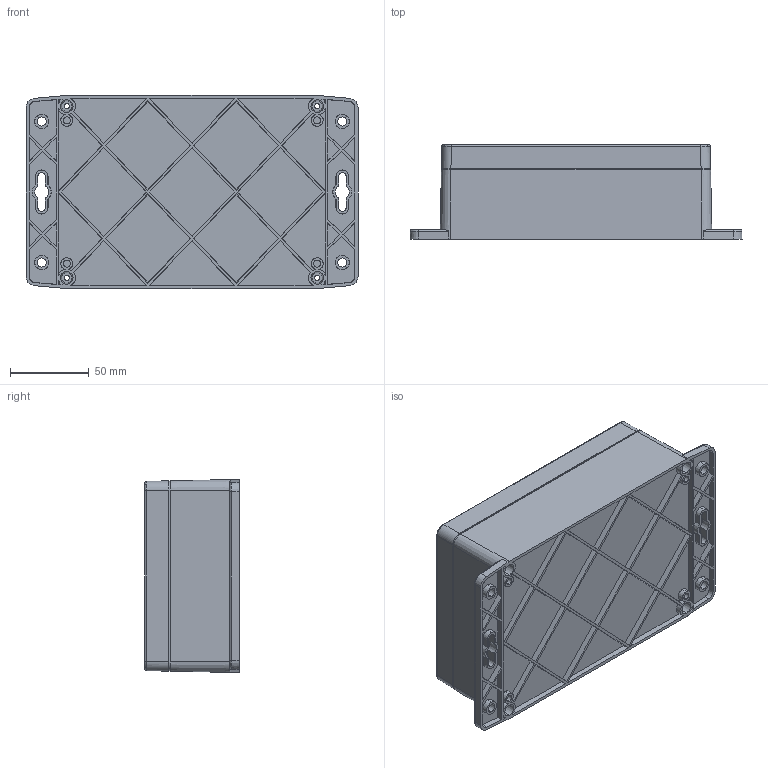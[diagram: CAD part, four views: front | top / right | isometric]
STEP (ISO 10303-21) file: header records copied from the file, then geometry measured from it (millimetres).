
FILE_DESCRIPTION (( 'STEP AP203' ), '1' );
FILE_NAME ('TC-236.STEP', '2022-11-28T08:32:40', ( '' ), ( '' ), 'SwSTEP 2.0', 'SolidWorks 2013', '' );
FILE_SCHEMA (( 'CONFIG_CONTROL_DESIGN' ));
Length unit declared in the file: millimetre
Products named in the file (3): TC-236; TC-236 (bottom)_Domy˜lna; TC-236 (top)_Domy˜lna
Assembly tree (2 placements, depth 2):
  TC-236
    TC-236 (bottom)_Domy˜lna
    TC-236 (top)_Domy˜lna
Bounding box: 210.8 x 60.08 x 122.57 mm (x, y, z)
Volume: 256951 mm3; surface area: 185168.6 mm2
Topology: 2 solids, 2 shells, 649 faces, 1682 edges, 1102 vertices
Faces by surface type: plane 337, cone 198, cylinder 78, bspline 36
Entity records: 21325 total; most frequent: CARTESIAN_POINT 5240, ORIENTED_EDGE 3328, DIRECTION 3198, EDGE_CURVE 1664, AXIS2_PLACEMENT_3D 1124, VERTEX_POINT 1102, LINE 950, VECTOR 950
